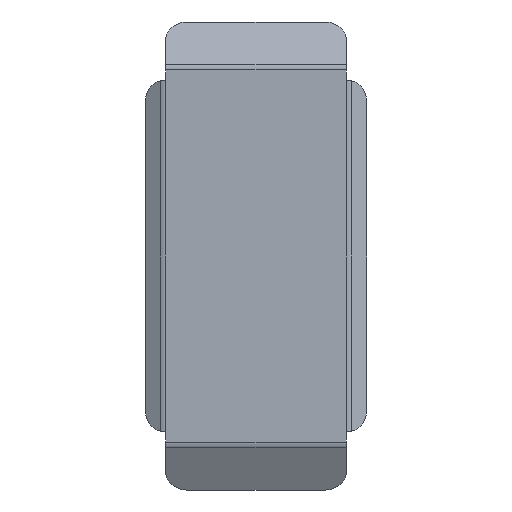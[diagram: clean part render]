
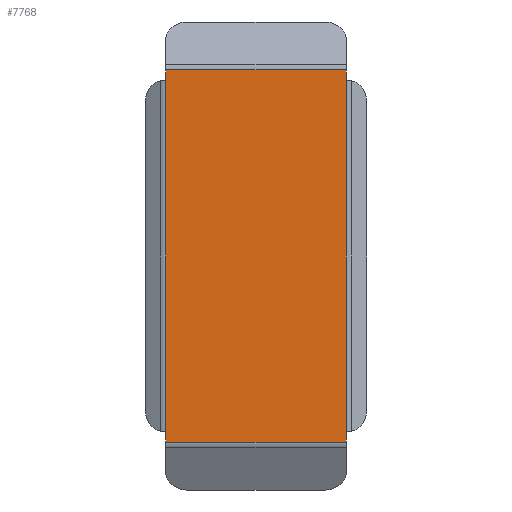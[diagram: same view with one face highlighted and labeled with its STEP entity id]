
A CAD part, front view. The second image highlights one B-rep face of the part: STEP entity #7768.
In plain terms, the highlighted face is planar.
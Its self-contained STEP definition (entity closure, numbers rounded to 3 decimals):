
#732=LINE('',#12110,#1267);
#733=LINE('',#12112,#1268);
#734=LINE('',#12114,#1269);
#735=LINE('',#12116,#1270);
#736=LINE('',#12118,#1271);
#737=LINE('',#12120,#1272);
#738=LINE('',#12122,#1273);
#739=LINE('',#12124,#1274);
#740=LINE('',#12126,#1275);
#741=LINE('',#12128,#1276);
#742=LINE('',#12130,#1277);
#743=LINE('',#12132,#1278);
#744=LINE('',#12134,#1279);
#745=LINE('',#12136,#1280);
#746=LINE('',#12138,#1281);
#747=LINE('',#12140,#1282);
#748=LINE('',#12142,#1283);
#749=LINE('',#12144,#1284);
#750=LINE('',#12146,#1285);
#751=LINE('',#12147,#1286);
#1267=VECTOR('',#9470,10.);
#1268=VECTOR('',#9471,10.);
#1269=VECTOR('',#9472,10.);
#1270=VECTOR('',#9473,10.);
#1271=VECTOR('',#9474,10.);
#1272=VECTOR('',#9475,10.);
#1273=VECTOR('',#9476,10.);
#1274=VECTOR('',#9477,10.);
#1275=VECTOR('',#9478,10.);
#1276=VECTOR('',#9479,10.);
#1277=VECTOR('',#9480,10.);
#1278=VECTOR('',#9481,10.);
#1279=VECTOR('',#9482,10.);
#1280=VECTOR('',#9483,10.);
#1281=VECTOR('',#9484,10.);
#1282=VECTOR('',#9485,10.);
#1283=VECTOR('',#9486,10.);
#1284=VECTOR('',#9487,10.);
#1285=VECTOR('',#9488,10.);
#1286=VECTOR('',#9489,10.);
#1806=FACE_OUTER_BOUND('',#2350,.T.);
#2350=EDGE_LOOP('',(#5302,#5303,#5304,#5305,#5306,#5307,#5308,#5309,#5310,
#5311,#5312,#5313,#5314,#5315,#5316,#5317,#5318,#5319,#5320,#5321));
#3456=VERTEX_POINT('',#12108);
#3457=VERTEX_POINT('',#12109);
#3458=VERTEX_POINT('',#12111);
#3459=VERTEX_POINT('',#12113);
#3460=VERTEX_POINT('',#12115);
#3461=VERTEX_POINT('',#12117);
#3462=VERTEX_POINT('',#12119);
#3463=VERTEX_POINT('',#12121);
#3464=VERTEX_POINT('',#12123);
#3465=VERTEX_POINT('',#12125);
#3466=VERTEX_POINT('',#12127);
#3467=VERTEX_POINT('',#12129);
#3468=VERTEX_POINT('',#12131);
#3469=VERTEX_POINT('',#12133);
#3470=VERTEX_POINT('',#12135);
#3471=VERTEX_POINT('',#12137);
#3472=VERTEX_POINT('',#12139);
#3473=VERTEX_POINT('',#12141);
#3474=VERTEX_POINT('',#12143);
#3475=VERTEX_POINT('',#12145);
#4162=EDGE_CURVE('',#3456,#3457,#732,.T.);
#4163=EDGE_CURVE('',#3457,#3458,#733,.T.);
#4164=EDGE_CURVE('',#3458,#3459,#734,.T.);
#4165=EDGE_CURVE('',#3459,#3460,#735,.T.);
#4166=EDGE_CURVE('',#3460,#3461,#736,.T.);
#4167=EDGE_CURVE('',#3461,#3462,#737,.T.);
#4168=EDGE_CURVE('',#3462,#3463,#738,.T.);
#4169=EDGE_CURVE('',#3463,#3464,#739,.T.);
#4170=EDGE_CURVE('',#3464,#3465,#740,.T.);
#4171=EDGE_CURVE('',#3465,#3466,#741,.T.);
#4172=EDGE_CURVE('',#3466,#3467,#742,.T.);
#4173=EDGE_CURVE('',#3467,#3468,#743,.T.);
#4174=EDGE_CURVE('',#3468,#3469,#744,.T.);
#4175=EDGE_CURVE('',#3469,#3470,#745,.T.);
#4176=EDGE_CURVE('',#3470,#3471,#746,.T.);
#4177=EDGE_CURVE('',#3471,#3472,#747,.T.);
#4178=EDGE_CURVE('',#3472,#3473,#748,.T.);
#4179=EDGE_CURVE('',#3473,#3474,#749,.T.);
#4180=EDGE_CURVE('',#3474,#3475,#750,.T.);
#4181=EDGE_CURVE('',#3475,#3456,#751,.T.);
#5302=ORIENTED_EDGE('',*,*,#4162,.T.);
#5303=ORIENTED_EDGE('',*,*,#4163,.T.);
#5304=ORIENTED_EDGE('',*,*,#4164,.T.);
#5305=ORIENTED_EDGE('',*,*,#4165,.T.);
#5306=ORIENTED_EDGE('',*,*,#4166,.T.);
#5307=ORIENTED_EDGE('',*,*,#4167,.T.);
#5308=ORIENTED_EDGE('',*,*,#4168,.T.);
#5309=ORIENTED_EDGE('',*,*,#4169,.T.);
#5310=ORIENTED_EDGE('',*,*,#4170,.T.);
#5311=ORIENTED_EDGE('',*,*,#4171,.T.);
#5312=ORIENTED_EDGE('',*,*,#4172,.T.);
#5313=ORIENTED_EDGE('',*,*,#4173,.T.);
#5314=ORIENTED_EDGE('',*,*,#4174,.T.);
#5315=ORIENTED_EDGE('',*,*,#4175,.T.);
#5316=ORIENTED_EDGE('',*,*,#4176,.T.);
#5317=ORIENTED_EDGE('',*,*,#4177,.T.);
#5318=ORIENTED_EDGE('',*,*,#4178,.T.);
#5319=ORIENTED_EDGE('',*,*,#4179,.T.);
#5320=ORIENTED_EDGE('',*,*,#4180,.T.);
#5321=ORIENTED_EDGE('',*,*,#4181,.T.);
#7582=PLANE('',#8403);
#7768=ADVANCED_FACE('',(#1806),#7582,.F.);
#8403=AXIS2_PLACEMENT_3D('',#12107,#9468,#9469);
#9468=DIRECTION('center_axis',(0.,0.,1.));
#9469=DIRECTION('ref_axis',(1.,0.,0.));
#9470=DIRECTION('',(0.,-1.,0.));
#9471=DIRECTION('',(-1.,0.,0.));
#9472=DIRECTION('',(0.,1.,0.));
#9473=DIRECTION('',(1.,0.,0.));
#9474=DIRECTION('',(0.,-1.,0.));
#9475=DIRECTION('',(1.,0.,0.));
#9476=DIRECTION('',(0.,1.,0.));
#9477=DIRECTION('',(1.,0.,0.));
#9478=DIRECTION('',(0.,-1.,0.));
#9479=DIRECTION('',(1.,0.,0.));
#9480=DIRECTION('',(0.,1.,0.));
#9481=DIRECTION('',(1.,0.,0.));
#9482=DIRECTION('',(0.,-1.,0.));
#9483=DIRECTION('',(-1.,0.,0.));
#9484=DIRECTION('',(0.,1.,0.));
#9485=DIRECTION('',(-1.,0.,0.));
#9486=DIRECTION('',(0.,-1.,0.));
#9487=DIRECTION('',(-1.,0.,0.));
#9488=DIRECTION('',(0.,1.,0.));
#9489=DIRECTION('',(-1.,0.,0.));
#12107=CARTESIAN_POINT('Origin',(-107.7,35.,0.));
#12108=CARTESIAN_POINT('',(-165.01,-84.99,0.));
#12109=CARTESIAN_POINT('',(-165.01,-85.,0.));
#12110=CARTESIAN_POINT('',(-165.01,-42.495,0.));
#12111=CARTESIAN_POINT('',(-175.,-85.,0.));
#12112=CARTESIAN_POINT('',(225.,-85.,0.));
#12113=CARTESIAN_POINT('',(-175.,85.,0.));
#12114=CARTESIAN_POINT('',(-175.,-42.5,0.));
#12115=CARTESIAN_POINT('',(-165.01,85.,0.));
#12116=CARTESIAN_POINT('',(-225.,85.,0.));
#12117=CARTESIAN_POINT('',(-165.01,84.99,0.));
#12118=CARTESIAN_POINT('',(-165.01,44.39,0.));
#12119=CARTESIAN_POINT('',(-165.,84.99,0.));
#12120=CARTESIAN_POINT('',(-82.505,84.99,0.));
#12121=CARTESIAN_POINT('',(-165.,85.,0.));
#12122=CARTESIAN_POINT('',(-165.,42.495,0.));
#12123=CARTESIAN_POINT('',(165.,85.,0.));
#12124=CARTESIAN_POINT('',(-225.,85.,0.));
#12125=CARTESIAN_POINT('',(165.,84.99,0.));
#12126=CARTESIAN_POINT('',(165.,44.39,0.));
#12127=CARTESIAN_POINT('',(165.01,84.99,0.));
#12128=CARTESIAN_POINT('',(82.5,84.99,0.));
#12129=CARTESIAN_POINT('',(165.01,85.,0.));
#12130=CARTESIAN_POINT('',(165.01,42.495,0.));
#12131=CARTESIAN_POINT('',(175.,85.,0.));
#12132=CARTESIAN_POINT('',(-225.,85.,0.));
#12133=CARTESIAN_POINT('',(175.,-85.,0.));
#12134=CARTESIAN_POINT('',(175.,42.5,0.));
#12135=CARTESIAN_POINT('',(165.01,-85.,0.));
#12136=CARTESIAN_POINT('',(225.,-85.,0.));
#12137=CARTESIAN_POINT('',(165.01,-84.99,0.));
#12138=CARTESIAN_POINT('',(165.01,-44.39,0.));
#12139=CARTESIAN_POINT('',(165.,-84.99,0.));
#12140=CARTESIAN_POINT('',(82.505,-84.99,0.));
#12141=CARTESIAN_POINT('',(165.,-85.,0.));
#12142=CARTESIAN_POINT('',(165.,-42.495,0.));
#12143=CARTESIAN_POINT('',(-165.,-85.,0.));
#12144=CARTESIAN_POINT('',(225.,-85.,0.));
#12145=CARTESIAN_POINT('',(-165.,-84.99,0.));
#12146=CARTESIAN_POINT('',(-165.,-44.39,0.));
#12147=CARTESIAN_POINT('',(-82.5,-84.99,0.));
